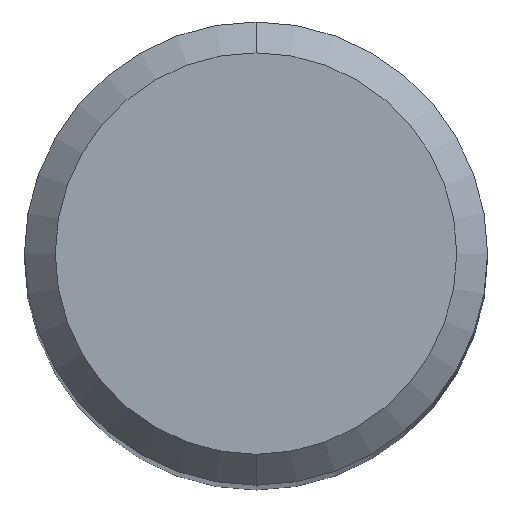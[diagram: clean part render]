
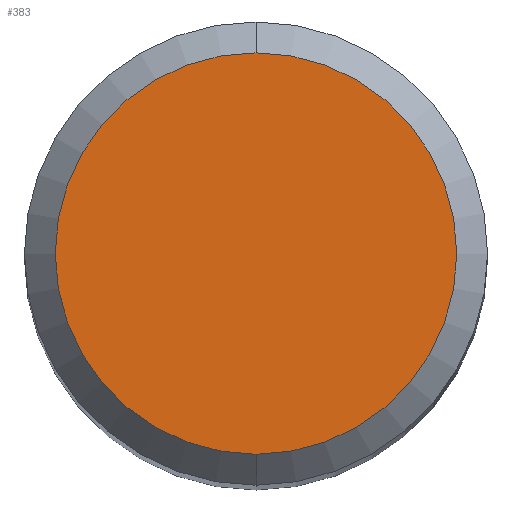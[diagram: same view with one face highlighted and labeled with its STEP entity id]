
A CAD part, top view. The second image highlights one B-rep face of the part: STEP entity #383.
In plain terms, the highlighted planar face has unit normal (0, 0, 1).
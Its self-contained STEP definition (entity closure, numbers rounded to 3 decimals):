
#317=EDGE_CURVE('',#327,#459,#654,.T.);
#327=VERTEX_POINT('',#665);
#383=ADVANCED_FACE('',(#727),#728,.T.);
#411=EDGE_CURVE('',#459,#327,#758,.T.);
#459=VERTEX_POINT('',#809);
#654=CIRCLE('',#1185,2.6);
#665=CARTESIAN_POINT('',(0.,-2.6,0.0));
#727=FACE_OUTER_BOUND('',#1298,.T.);
#728=PLANE('',#1299);
#758=CIRCLE('',#1347,2.6);
#809=CARTESIAN_POINT('',(0.0,2.6,0.0));
#1185=AXIS2_PLACEMENT_3D('',#1685,#1686,#1687);
#1298=EDGE_LOOP('',(#1770,#1771));
#1299=AXIS2_PLACEMENT_3D('',#1772,#1773,#1774);
#1347=AXIS2_PLACEMENT_3D('',#1803,#1804,#1805);
#1685=CARTESIAN_POINT('',(0.0,0.0,0.0));
#1686=DIRECTION('',(0.0,0.0,-1.0));
#1687=DIRECTION('',(0.0,1.0,0.0));
#1770=ORIENTED_EDGE('',*,*,#411,.F.);
#1771=ORIENTED_EDGE('',*,*,#317,.F.);
#1772=CARTESIAN_POINT('',(0.0,1.3,0.0));
#1773=DIRECTION('',(-0.0,0.0,1.0));
#1774=DIRECTION('',(0.0,-1.0,0.0));
#1803=CARTESIAN_POINT('',(0.0,0.0,0.0));
#1804=DIRECTION('',(0.0,0.0,-1.0));
#1805=DIRECTION('',(0.0,1.0,0.0));
